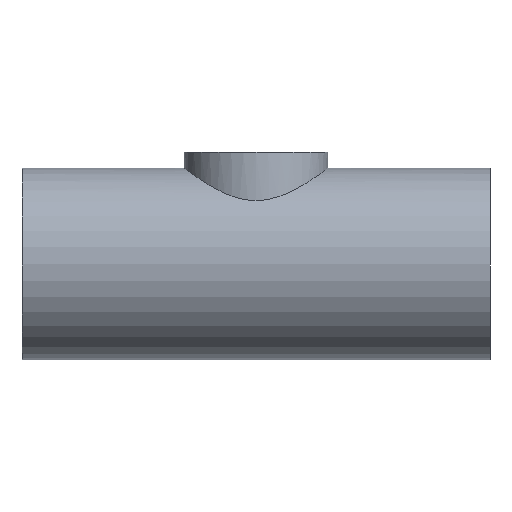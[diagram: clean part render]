
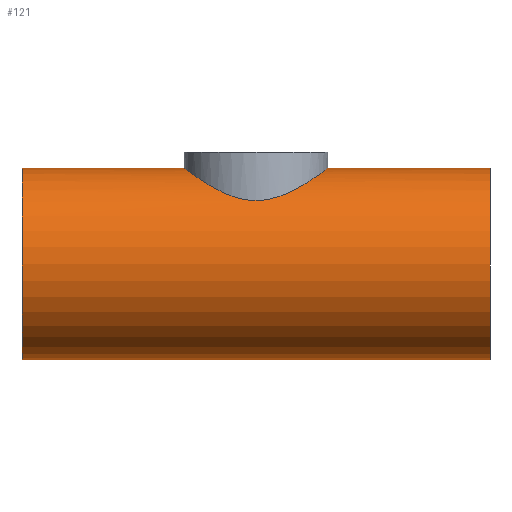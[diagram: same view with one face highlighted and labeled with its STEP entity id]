
A CAD part, front view. The second image highlights one B-rep face of the part: STEP entity #121.
In plain terms, the highlighted cylindrical face has radius 25.4 mm (diameter 50.8 mm), a full revolution.
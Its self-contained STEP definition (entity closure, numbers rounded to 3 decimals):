
#21=FACE_BOUND('',#39,.T.);
#28=FACE_OUTER_BOUND('',#38,.T.);
#38=EDGE_LOOP('',(#104,#105,#106,#107));
#39=EDGE_LOOP('',(#108,#109));
#46=CIRCLE('',#152,25.4);
#47=CIRCLE('',#154,25.4);
#51=LINE('',#350,#55);
#55=VECTOR('',#185,25.4);
#58=B_SPLINE_CURVE_WITH_KNOTS('',3,(#275,#276,#277,#278,#279,#280,#281,
#282,#283,#284,#285,#286,#287,#288,#289,#290,#291,#292),.UNSPECIFIED.,.F.,
 .F.,(4,2,2,2,2,2,2,2,4),(0.,0.384,0.768,1.151,
1.535,1.911,2.286,2.662,3.038),
 .UNSPECIFIED.);
#59=B_SPLINE_CURVE_WITH_KNOTS('',3,(#293,#294,#295,#296,#297,#298,#299,
#300,#301,#302,#303,#304,#305,#306,#307,#308,#309,#310,#311,#312,#313,#314,
#315,#316,#317,#318,#319,#320,#321,#322,#323,#324,#325,#326,#327,#328,#329,
#330,#331,#332,#333,#334,#335,#336,#337,#338,#339,#340,#341,#342),
 .UNSPECIFIED.,.F.,.F.,(4,2,2,2,2,2,2,2,2,2,2,2,2,2,2,2,2,2,2,2,2,2,2,2,
4),(3.038,3.413,3.789,4.165,
4.541,4.924,5.308,5.692,6.076,
6.459,6.843,7.227,7.611,7.986,
8.362,8.738,9.113,9.489,9.865,
10.24,10.616,11.,11.384,11.767,
12.151),.UNSPECIFIED.);
#66=VERTEX_POINT('',#272);
#67=VERTEX_POINT('',#274);
#68=VERTEX_POINT('',#345);
#69=VERTEX_POINT('',#348);
#79=EDGE_CURVE('',#67,#66,#58,.T.);
#80=EDGE_CURVE('',#66,#67,#59,.T.);
#81=EDGE_CURVE('',#68,#68,#46,.T.);
#82=EDGE_CURVE('',#69,#69,#47,.T.);
#83=EDGE_CURVE('',#69,#68,#51,.T.);
#104=ORIENTED_EDGE('',*,*,#82,.F.);
#105=ORIENTED_EDGE('',*,*,#83,.T.);
#106=ORIENTED_EDGE('',*,*,#81,.F.);
#107=ORIENTED_EDGE('',*,*,#83,.F.);
#108=ORIENTED_EDGE('',*,*,#79,.T.);
#109=ORIENTED_EDGE('',*,*,#80,.T.);
#115=CYLINDRICAL_SURFACE('',#153,25.4);
#121=ADVANCED_FACE('',(#28,#21),#115,.T.);
#152=AXIS2_PLACEMENT_3D('',#346,#179,#180);
#153=AXIS2_PLACEMENT_3D('',#347,#181,#182);
#154=AXIS2_PLACEMENT_3D('',#349,#183,#184);
#179=DIRECTION('center_axis',(-1.,0.,0.));
#180=DIRECTION('ref_axis',(0.,1.,0.));
#181=DIRECTION('center_axis',(1.,0.,0.));
#182=DIRECTION('ref_axis',(0.,1.,0.));
#183=DIRECTION('center_axis',(1.,0.,0.));
#184=DIRECTION('ref_axis',(0.,1.,0.));
#185=DIRECTION('',(-1.,0.,0.));
#272=CARTESIAN_POINT('',(-19.05,0.,25.4));
#274=CARTESIAN_POINT('',(0.,-19.05,16.801));
#275=CARTESIAN_POINT('Ctrl Pts',(0.,-19.05,16.801));
#276=CARTESIAN_POINT('Ctrl Pts',(-1.279,-19.05,16.801));
#277=CARTESIAN_POINT('Ctrl Pts',(-2.563,-18.92,16.951));
#278=CARTESIAN_POINT('Ctrl Pts',(-5.064,-18.409,17.505));
#279=CARTESIAN_POINT('Ctrl Pts',(-6.281,-18.028,17.905));
#280=CARTESIAN_POINT('Ctrl Pts',(-8.592,-17.049,18.84));
#281=CARTESIAN_POINT('Ctrl Pts',(-9.687,-16.449,19.375));
#282=CARTESIAN_POINT('Ctrl Pts',(-11.713,-15.073,20.463));
#283=CARTESIAN_POINT('Ctrl Pts',(-12.643,-14.298,21.016));
#284=CARTESIAN_POINT('Ctrl Pts',(-14.28,-12.661,22.04));
#285=CARTESIAN_POINT('Ctrl Pts',(-15.052,-11.741,22.551));
#286=CARTESIAN_POINT('Ctrl Pts',(-16.432,-9.715,23.495));
#287=CARTESIAN_POINT('Ctrl Pts',(-17.04,-8.61,23.927));
#288=CARTESIAN_POINT('Ctrl Pts',(-18.032,-6.275,24.643));
#289=CARTESIAN_POINT('Ctrl Pts',(-18.415,-5.042,24.927));
#290=CARTESIAN_POINT('Ctrl Pts',(-18.925,-2.531,25.305));
#291=CARTESIAN_POINT('Ctrl Pts',(-19.05,-1.252,25.4));
#292=CARTESIAN_POINT('Ctrl Pts',(-19.05,0.,25.4));
#293=CARTESIAN_POINT('Ctrl Pts',(-19.05,0.,25.4));
#294=CARTESIAN_POINT('Ctrl Pts',(-19.05,1.252,25.4));
#295=CARTESIAN_POINT('Ctrl Pts',(-18.925,2.531,25.305));
#296=CARTESIAN_POINT('Ctrl Pts',(-18.415,5.042,24.927));
#297=CARTESIAN_POINT('Ctrl Pts',(-18.032,6.275,24.643));
#298=CARTESIAN_POINT('Ctrl Pts',(-17.04,8.61,23.927));
#299=CARTESIAN_POINT('Ctrl Pts',(-16.432,9.715,23.495));
#300=CARTESIAN_POINT('Ctrl Pts',(-15.052,11.741,22.551));
#301=CARTESIAN_POINT('Ctrl Pts',(-14.28,12.661,22.04));
#302=CARTESIAN_POINT('Ctrl Pts',(-12.643,14.298,21.016));
#303=CARTESIAN_POINT('Ctrl Pts',(-11.713,15.073,20.463));
#304=CARTESIAN_POINT('Ctrl Pts',(-9.687,16.449,19.375));
#305=CARTESIAN_POINT('Ctrl Pts',(-8.592,17.049,18.84));
#306=CARTESIAN_POINT('Ctrl Pts',(-6.281,18.028,17.905));
#307=CARTESIAN_POINT('Ctrl Pts',(-5.064,18.409,17.505));
#308=CARTESIAN_POINT('Ctrl Pts',(-2.563,18.92,16.951));
#309=CARTESIAN_POINT('Ctrl Pts',(-1.279,19.05,16.801));
#310=CARTESIAN_POINT('Ctrl Pts',(1.279,19.05,16.801));
#311=CARTESIAN_POINT('Ctrl Pts',(2.563,18.92,16.951));
#312=CARTESIAN_POINT('Ctrl Pts',(5.064,18.409,17.505));
#313=CARTESIAN_POINT('Ctrl Pts',(6.281,18.028,17.905));
#314=CARTESIAN_POINT('Ctrl Pts',(8.592,17.049,18.84));
#315=CARTESIAN_POINT('Ctrl Pts',(9.687,16.449,19.375));
#316=CARTESIAN_POINT('Ctrl Pts',(11.713,15.073,20.463));
#317=CARTESIAN_POINT('Ctrl Pts',(12.643,14.298,21.016));
#318=CARTESIAN_POINT('Ctrl Pts',(14.28,12.661,22.04));
#319=CARTESIAN_POINT('Ctrl Pts',(15.052,11.741,22.551));
#320=CARTESIAN_POINT('Ctrl Pts',(16.432,9.715,23.495));
#321=CARTESIAN_POINT('Ctrl Pts',(17.04,8.61,23.927));
#322=CARTESIAN_POINT('Ctrl Pts',(18.032,6.275,24.643));
#323=CARTESIAN_POINT('Ctrl Pts',(18.415,5.042,24.927));
#324=CARTESIAN_POINT('Ctrl Pts',(18.925,2.531,25.305));
#325=CARTESIAN_POINT('Ctrl Pts',(19.05,1.252,25.4));
#326=CARTESIAN_POINT('Ctrl Pts',(19.05,-1.252,25.4));
#327=CARTESIAN_POINT('Ctrl Pts',(18.925,-2.531,25.305));
#328=CARTESIAN_POINT('Ctrl Pts',(18.415,-5.042,24.927));
#329=CARTESIAN_POINT('Ctrl Pts',(18.032,-6.275,24.643));
#330=CARTESIAN_POINT('Ctrl Pts',(17.04,-8.61,23.927));
#331=CARTESIAN_POINT('Ctrl Pts',(16.432,-9.715,23.495));
#332=CARTESIAN_POINT('Ctrl Pts',(15.052,-11.741,22.551));
#333=CARTESIAN_POINT('Ctrl Pts',(14.28,-12.661,22.04));
#334=CARTESIAN_POINT('Ctrl Pts',(12.643,-14.298,21.016));
#335=CARTESIAN_POINT('Ctrl Pts',(11.713,-15.073,20.463));
#336=CARTESIAN_POINT('Ctrl Pts',(9.687,-16.449,19.375));
#337=CARTESIAN_POINT('Ctrl Pts',(8.592,-17.049,18.84));
#338=CARTESIAN_POINT('Ctrl Pts',(6.281,-18.028,17.905));
#339=CARTESIAN_POINT('Ctrl Pts',(5.064,-18.409,17.505));
#340=CARTESIAN_POINT('Ctrl Pts',(2.563,-18.92,16.951));
#341=CARTESIAN_POINT('Ctrl Pts',(1.279,-19.05,16.801));
#342=CARTESIAN_POINT('Ctrl Pts',(0.,-19.05,16.801));
#345=CARTESIAN_POINT('',(-62.,-25.4,0.));
#346=CARTESIAN_POINT('Origin',(-62.,0.,0.));
#347=CARTESIAN_POINT('Origin',(0.,0.,0.));
#348=CARTESIAN_POINT('',(62.,-25.4,0.));
#349=CARTESIAN_POINT('Origin',(62.,0.,0.));
#350=CARTESIAN_POINT('',(0.,-25.4,0.));
